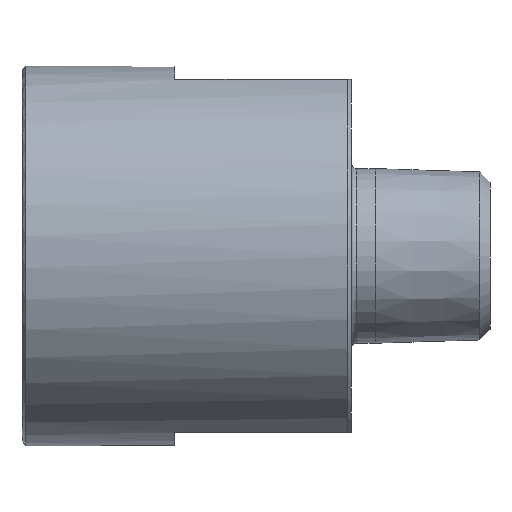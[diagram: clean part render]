
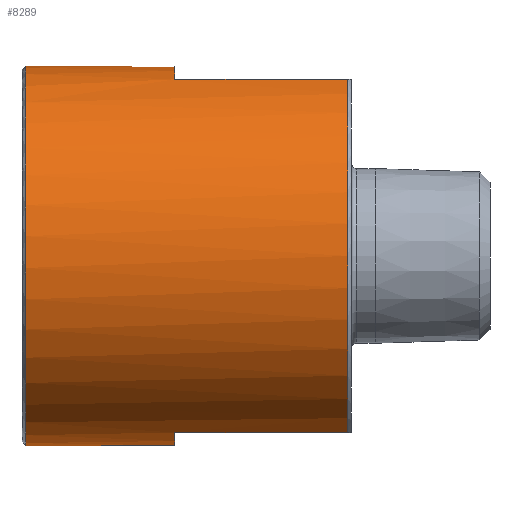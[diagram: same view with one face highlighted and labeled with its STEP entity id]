
A CAD part, front view. The second image highlights one B-rep face of the part: STEP entity #8289.
In plain terms, the highlighted cylindrical face has radius 10.75 mm (diameter 21.5 mm), a full revolution.
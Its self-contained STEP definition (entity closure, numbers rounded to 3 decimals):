
#263 = ORIENTED_EDGE ( 'NONE', *, *, #15699, .F. ) ;
#687 = AXIS2_PLACEMENT_3D ( 'NONE', #2734, #18298, #5574 ) ;
#1238 = CYLINDRICAL_SURFACE ( 'NONE', #7726, 10.75 ) ;
#1556 = DIRECTION ( 'NONE',  ( -1., 0., 0. ) ) ;
#1588 = VECTOR ( 'NONE', #8548, 1000. ) ;
#1645 = EDGE_CURVE ( 'NONE', #8866, #2965, #11030, .T. ) ;
#1780 = DIRECTION ( 'NONE',  ( 0., 0., -1. ) ) ;
#1945 = EDGE_CURVE ( 'NONE', #6416, #2163, #10734, .T. ) ;
#2163 = VERTEX_POINT ( 'NONE', #4442 ) ;
#2517 = VERTEX_POINT ( 'NONE', #9614 ) ;
#2734 = CARTESIAN_POINT ( 'NONE',  ( 0.215, 0., 0. ) ) ;
#2946 = LINE ( 'NONE', #12939, #1588 ) ;
#2965 = VERTEX_POINT ( 'NONE', #16128 ) ;
#2982 = CARTESIAN_POINT ( 'NONE',  ( 0., 3.945, -10. ) ) ;
#2989 = CARTESIAN_POINT ( 'NONE',  ( 18.435, 3.945, -10. ) ) ;
#4158 = CARTESIAN_POINT ( 'NONE',  ( 0., -3.945, 10. ) ) ;
#4442 = CARTESIAN_POINT ( 'NONE',  ( 8.65, -3.945, -10. ) ) ;
#4680 = ORIENTED_EDGE ( 'NONE', *, *, #7016, .T. ) ;
#5030 = AXIS2_PLACEMENT_3D ( 'NONE', #15520, #14138, #11449 ) ;
#5135 = EDGE_LOOP ( 'NONE', ( #5662 ) ) ;
#5326 = CIRCLE ( 'NONE', #5030, 10.75 ) ;
#5567 = EDGE_CURVE ( 'NONE', #8535, #15709, #5326, .T. ) ;
#5574 = DIRECTION ( 'NONE',  ( 0., 0., -1. ) ) ;
#5635 = CARTESIAN_POINT ( 'NONE',  ( 18.435, -3.945, -10. ) ) ;
#5656 = DIRECTION ( 'NONE',  ( -1., 0., 0. ) ) ;
#5662 = ORIENTED_EDGE ( 'NONE', *, *, #12030, .T. ) ;
#5768 = ORIENTED_EDGE ( 'NONE', *, *, #7930, .T. ) ;
#5827 = LINE ( 'NONE', #2982, #13925 ) ;
#6042 = EDGE_CURVE ( 'NONE', #12297, #6416, #5827, .T. ) ;
#6191 = CARTESIAN_POINT ( 'NONE',  ( 18.435, 0., 0. ) ) ;
#6416 = VERTEX_POINT ( 'NONE', #8162 ) ;
#6429 = CARTESIAN_POINT ( 'NONE',  ( 18.435, 3.945, 10. ) ) ;
#6780 = LINE ( 'NONE', #9587, #12270 ) ;
#6974 = ORIENTED_EDGE ( 'NONE', *, *, #11799, .F. ) ;
#7016 = EDGE_CURVE ( 'NONE', #10828, #12297, #18112, .T. ) ;
#7069 = ORIENTED_EDGE ( 'NONE', *, *, #1945, .T. ) ;
#7561 = DIRECTION ( 'NONE',  ( -1., 0., 0. ) ) ;
#7627 = ORIENTED_EDGE ( 'NONE', *, *, #6042, .T. ) ;
#7726 = AXIS2_PLACEMENT_3D ( 'NONE', #11428, #5656, #11330 ) ;
#7843 = CARTESIAN_POINT ( 'NONE',  ( 8.65, -3.945, 10. ) ) ;
#7930 = EDGE_CURVE ( 'NONE', #15709, #8866, #12598, .T. ) ;
#8162 = CARTESIAN_POINT ( 'NONE',  ( 8.65, 3.945, -10. ) ) ;
#8289 = ADVANCED_FACE ( 'NONE', ( #18100, #11141 ), #1238, .T. ) ;
#8535 = VERTEX_POINT ( 'NONE', #5635 ) ;
#8548 = DIRECTION ( 'NONE',  ( -1., 0., 0. ) ) ;
#8866 = VERTEX_POINT ( 'NONE', #7843 ) ;
#9587 = CARTESIAN_POINT ( 'NONE',  ( 0., 3.945, 10. ) ) ;
#9614 = CARTESIAN_POINT ( 'NONE',  ( 0.215, 0., -10.75 ) ) ;
#9674 = DIRECTION ( 'NONE',  ( -1., 0., 0. ) ) ;
#10451 = CIRCLE ( 'NONE', #687, 10.75 ) ;
#10734 = CIRCLE ( 'NONE', #14527, 10.75 ) ;
#10828 = VERTEX_POINT ( 'NONE', #6429 ) ;
#10846 = ORIENTED_EDGE ( 'NONE', *, *, #5567, .T. ) ;
#11009 = AXIS2_PLACEMENT_3D ( 'NONE', #6191, #7561, #14304 ) ;
#11030 = CIRCLE ( 'NONE', #12225, 10.75 ) ;
#11141 = FACE_OUTER_BOUND ( 'NONE', #12155, .T. ) ;
#11273 = DIRECTION ( 'NONE',  ( 0., 0., -1. ) ) ;
#11330 = DIRECTION ( 'NONE',  ( 0., 0., 1. ) ) ;
#11428 = CARTESIAN_POINT ( 'NONE',  ( 0., 0., 0. ) ) ;
#11449 = DIRECTION ( 'NONE',  ( 0., 0., 1. ) ) ;
#11799 = EDGE_CURVE ( 'NONE', #8535, #2163, #2946, .T. ) ;
#11845 = ORIENTED_EDGE ( 'NONE', *, *, #1645, .T. ) ;
#12030 = EDGE_CURVE ( 'NONE', #2517, #2517, #10451, .T. ) ;
#12155 = EDGE_LOOP ( 'NONE', ( #263, #4680, #7627, #7069, #6974, #10846, #5768, #11845 ) ) ;
#12225 = AXIS2_PLACEMENT_3D ( 'NONE', #15439, #12506, #11273 ) ;
#12270 = VECTOR ( 'NONE', #9674, 1000. ) ;
#12297 = VERTEX_POINT ( 'NONE', #2989 ) ;
#12506 = DIRECTION ( 'NONE',  ( -1., 0., 0. ) ) ;
#12598 = LINE ( 'NONE', #4158, #16611 ) ;
#12939 = CARTESIAN_POINT ( 'NONE',  ( 0., -3.945, -10. ) ) ;
#13066 = DIRECTION ( 'NONE',  ( -1., 0., 0. ) ) ;
#13080 = DIRECTION ( 'NONE',  ( -1., 0., 0. ) ) ;
#13925 = VECTOR ( 'NONE', #13066, 1000. ) ;
#14138 = DIRECTION ( 'NONE',  ( -1., 0., 0. ) ) ;
#14304 = DIRECTION ( 'NONE',  ( 0., 0., 1. ) ) ;
#14527 = AXIS2_PLACEMENT_3D ( 'NONE', #14729, #13080, #1780 ) ;
#14729 = CARTESIAN_POINT ( 'NONE',  ( 8.65, 0., 0. ) ) ;
#15439 = CARTESIAN_POINT ( 'NONE',  ( 8.65, 0., 0. ) ) ;
#15520 = CARTESIAN_POINT ( 'NONE',  ( 18.435, 0., 0. ) ) ;
#15699 = EDGE_CURVE ( 'NONE', #10828, #2965, #6780, .T. ) ;
#15709 = VERTEX_POINT ( 'NONE', #16634 ) ;
#16128 = CARTESIAN_POINT ( 'NONE',  ( 8.65, 3.945, 10. ) ) ;
#16611 = VECTOR ( 'NONE', #1556, 1000. ) ;
#16634 = CARTESIAN_POINT ( 'NONE',  ( 18.435, -3.945, 10. ) ) ;
#18100 = FACE_OUTER_BOUND ( 'NONE', #5135, .T. ) ;
#18112 = CIRCLE ( 'NONE', #11009, 10.75 ) ;
#18298 = DIRECTION ( 'NONE',  ( 1., 0., 0. ) ) ;
